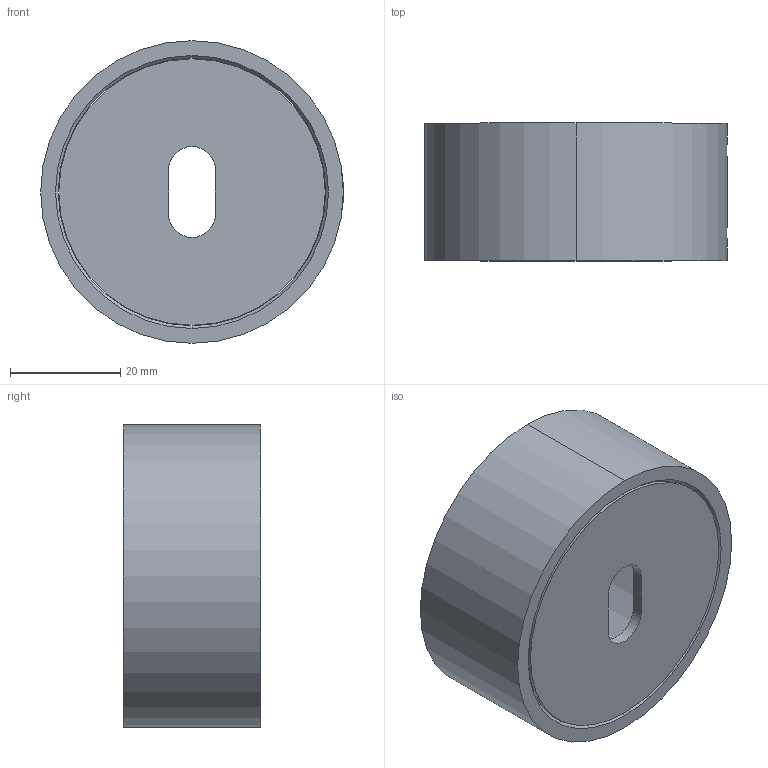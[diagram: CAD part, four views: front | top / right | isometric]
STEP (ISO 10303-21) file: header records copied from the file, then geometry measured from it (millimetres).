
FILE_DESCRIPTION (( 'STEP AP203' ), '1' );
FILE_NAME ('A_0504-248.STEP', '2019-02-01T13:26:32', ( '' ), ( '' ), 'SwSTEP 2.0', 'SolidWorks 2013', '' );
FILE_SCHEMA (( 'CONFIG_CONTROL_DESIGN' ));
Length unit declared in the file: millimetre
Products named in the file (5): SKRUTKA DIN 913_SKRUTKA M 5X 5; A_0504-248-P2; A_0504-248; DIN 914_SKRUTKA M 5X 5; A_0504-248-P1
Assembly tree (4 placements, depth 2):
  A_0504-248
    A_0504-248-P1
    A_0504-248-P2
    SKRUTKA DIN 913_SKRUTKA M 5X 5
    DIN 914_SKRUTKA M 5X 5
Bounding box: 55 x 25 x 55 mm (x, y, z)
Volume: 20201 mm3; surface area: 15482.9 mm2
Topology: 4 solids, 4 shells, 61 faces, 135 edges, 83 vertices
Faces by surface type: plane 24, cylinder 21, cone 16
Entity records: 2404 total; most frequent: CARTESIAN_POINT 508, DIRECTION 307, ORIENTED_EDGE 266, EDGE_CURVE 133, AXIS2_PLACEMENT_3D 114, VERTEX_POINT 83, LINE 79, VECTOR 79
